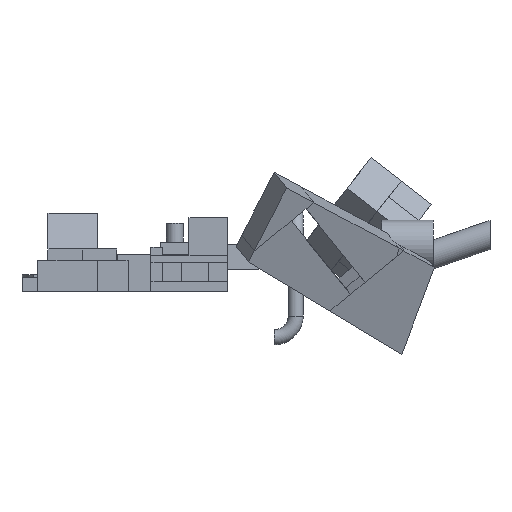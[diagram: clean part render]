
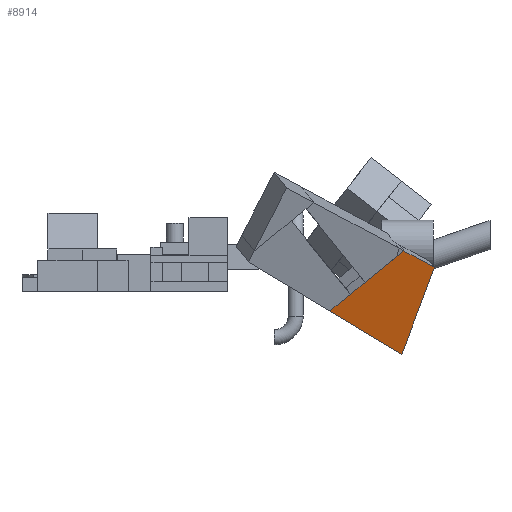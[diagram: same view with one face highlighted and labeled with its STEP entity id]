
A CAD part, left-side view. The second image highlights one B-rep face of the part: STEP entity #8914.
In plain terms, the highlighted planar face has unit normal (-0.883, -0.295, -0.365).
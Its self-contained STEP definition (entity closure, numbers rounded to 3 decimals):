
#8800 = EDGE_CURVE('',#8801,#8803,#8805,.T.);
#8801 = VERTEX_POINT('',#8802);
#8802 = CARTESIAN_POINT('',(-14.798,-42.382,
    -0.722));
#8803 = VERTEX_POINT('',#8804);
#8804 = CARTESIAN_POINT('',(-14.798,-46.267,
    2.424));
#8805 = SURFACE_CURVE('',#8806,(#8810,#8822),.PCURVE_S1.);
#8806 = LINE('',#8807,#8808);
#8807 = CARTESIAN_POINT('',(-14.798,-27.434,
    -12.826));
#8808 = VECTOR('',#8809,1.);
#8809 = DIRECTION('',(0.,-0.777,0.629)
  );
#8810 = PCURVE('',#8811,#8816);
#8811 = PLANE('',#8812);
#8812 = AXIS2_PLACEMENT_3D('',#8813,#8814,#8815);
#8813 = CARTESIAN_POINT('',(-4.971,-36.762,
    1.451));
#8814 = DIRECTION('',(0.469,-0.556,-0.686));
#8815 = DIRECTION('',(0.,-0.777,0.629)
  );
#8816 = DEFINITIONAL_REPRESENTATION('',(#8817),#8821);
#8817 = LINE('',#8818,#8819);
#8818 = CARTESIAN_POINT('',(-16.234,11.13));
#8819 = VECTOR('',#8820,1.);
#8820 = DIRECTION('',(1.,0.));
#8821 = ( GEOMETRIC_REPRESENTATION_CONTEXT(2) 
PARAMETRIC_REPRESENTATION_CONTEXT() REPRESENTATION_CONTEXT('2D SPACE',''
  ) );
#8822 = PCURVE('',#8823,#8828);
#8823 = PLANE('',#8824);
#8824 = AXIS2_PLACEMENT_3D('',#8825,#8826,#8827);
#8825 = CARTESIAN_POINT('',(-13.155,-16.763,
    -25.444));
#8826 = DIRECTION('',(0.883,0.295,0.365));
#8827 = DIRECTION('',(0.,-0.777,0.629)
  );
#8828 = DEFINITIONAL_REPRESENTATION('',(#8829),#8833);
#8829 = LINE('',#8830,#8831);
#8830 = CARTESIAN_POINT('',(16.234,-3.5));
#8831 = VECTOR('',#8832,1.);
#8832 = DIRECTION('',(1.,0.));
#8833 = ( GEOMETRIC_REPRESENTATION_CONTEXT(2) 
PARAMETRIC_REPRESENTATION_CONTEXT() REPRESENTATION_CONTEXT('2D SPACE',''
  ) );
#8851 = PLANE('',#8852);
#8852 = AXIS2_PLACEMENT_3D('',#8853,#8854,#8855);
#8853 = CARTESIAN_POINT('',(-4.971,-36.762,
    1.451));
#8854 = DIRECTION('',(0.469,-0.556,-0.686));
#8855 = DIRECTION('',(0.,-0.777,0.629)
  );
#8903 = PLANE('',#8904);
#8904 = AXIS2_PLACEMENT_3D('',#8905,#8906,#8907);
#8905 = CARTESIAN_POINT('',(-4.971,-36.762,
    1.451));
#8906 = DIRECTION('',(0.469,-0.556,-0.686));
#8907 = DIRECTION('',(0.,-0.777,0.629)
  );
#8914 = ADVANCED_FACE('',(#8915),#8823,.F.);
#8915 = FACE_BOUND('',#8916,.F.);
#8916 = EDGE_LOOP('',(#8917,#8938,#8966,#8994,#9022,#9041));
#8917 = ORIENTED_EDGE('',*,*,#8918,.F.);
#8918 = EDGE_CURVE('',#8919,#8803,#8921,.T.);
#8919 = VERTEX_POINT('',#8920);
#8920 = CARTESIAN_POINT('',(-14.798,-56.387,
    10.619));
#8921 = SURFACE_CURVE('',#8922,(#8926,#8932),.PCURVE_S1.);
#8922 = LINE('',#8923,#8924);
#8923 = CARTESIAN_POINT('',(-14.798,-27.434,
    -12.826));
#8924 = VECTOR('',#8925,1.);
#8925 = DIRECTION('',(0.,0.777,-0.629)
  );
#8926 = PCURVE('',#8823,#8927);
#8927 = DEFINITIONAL_REPRESENTATION('',(#8928),#8931);
#8928 = B_SPLINE_CURVE_WITH_KNOTS('',1,(#8929,#8930),.UNSPECIFIED.,.F.,
  .F.,(2,2),(-39.238,-8.906),.PIECEWISE_BEZIER_KNOTS.);
#8929 = CARTESIAN_POINT('',(55.471,-3.5));
#8930 = CARTESIAN_POINT('',(25.139,-3.5));
#8931 = ( GEOMETRIC_REPRESENTATION_CONTEXT(2) 
PARAMETRIC_REPRESENTATION_CONTEXT() REPRESENTATION_CONTEXT('2D SPACE',''
  ) );
#8932 = PCURVE('',#8903,#8933);
#8933 = DEFINITIONAL_REPRESENTATION('',(#8934),#8937);
#8934 = B_SPLINE_CURVE_WITH_KNOTS('',1,(#8935,#8936),.UNSPECIFIED.,.F.,
  .F.,(2,2),(-39.238,-8.906),.PIECEWISE_BEZIER_KNOTS.);
#8935 = CARTESIAN_POINT('',(23.004,11.13));
#8936 = CARTESIAN_POINT('',(-7.328,11.13));
#8937 = ( GEOMETRIC_REPRESENTATION_CONTEXT(2) 
PARAMETRIC_REPRESENTATION_CONTEXT() REPRESENTATION_CONTEXT('2D SPACE',''
  ) );
#8938 = ORIENTED_EDGE('',*,*,#8939,.T.);
#8939 = EDGE_CURVE('',#8919,#8940,#8942,.T.);
#8940 = VERTEX_POINT('',#8941);
#8941 = CARTESIAN_POINT('',(-10.338,-64.394,
    6.31));
#8942 = SURFACE_CURVE('',#8943,(#8947,#8954),.PCURVE_S1.);
#8943 = LINE('',#8944,#8945);
#8944 = CARTESIAN_POINT('',(-15.502,-55.123,
    11.3));
#8945 = VECTOR('',#8946,1.);
#8946 = DIRECTION('',(0.44,-0.791,-0.425));
#8947 = PCURVE('',#8823,#8948);
#8948 = DEFINITIONAL_REPRESENTATION('',(#8949),#8953);
#8949 = LINE('',#8950,#8951);
#8950 = CARTESIAN_POINT('',(52.935,-5.));
#8951 = VECTOR('',#8952,1.);
#8952 = DIRECTION('',(0.347,0.938));
#8953 = ( GEOMETRIC_REPRESENTATION_CONTEXT(2) 
PARAMETRIC_REPRESENTATION_CONTEXT() REPRESENTATION_CONTEXT('2D SPACE',''
  ) );
#8954 = PCURVE('',#8955,#8960);
#8955 = PLANE('',#8956);
#8956 = AXIS2_PLACEMENT_3D('',#8957,#8958,#8959);
#8957 = CARTESIAN_POINT('',(-12.92,-59.758,
    8.805));
#8958 = DIRECTION('',(-0.163,-0.536,0.828));
#8959 = DIRECTION('',(-0.957,0.29,0.)
  );
#8960 = DEFINITIONAL_REPRESENTATION('',(#8961),#8965);
#8961 = LINE('',#8962,#8963);
#8962 = CARTESIAN_POINT('',(3.817,-4.451));
#8963 = VECTOR('',#8964,1.);
#8964 = DIRECTION('',(-0.651,0.759));
#8965 = ( GEOMETRIC_REPRESENTATION_CONTEXT(2) 
PARAMETRIC_REPRESENTATION_CONTEXT() REPRESENTATION_CONTEXT('2D SPACE',''
  ) );
#8966 = ORIENTED_EDGE('',*,*,#8967,.T.);
#8967 = EDGE_CURVE('',#8940,#8968,#8970,.T.);
#8968 = VERTEX_POINT('',#8969);
#8969 = CARTESIAN_POINT('',(-3.765,-55.853,
    -16.512));
#8970 = SURFACE_CURVE('',#8971,(#8975,#8982),.PCURVE_S1.);
#8971 = LINE('',#8972,#8973);
#8972 = CARTESIAN_POINT('',(-10.338,-64.394,
    6.31));
#8973 = VECTOR('',#8974,1.);
#8974 = DIRECTION('',(0.26,0.338,-0.904));
#8975 = PCURVE('',#8823,#8976);
#8976 = DEFINITIONAL_REPRESENTATION('',(#8977),#8981);
#8977 = LINE('',#8978,#8979);
#8978 = CARTESIAN_POINT('',(57.,6.));
#8979 = VECTOR('',#8980,1.);
#8980 = DIRECTION('',(-0.832,0.555));
#8981 = ( GEOMETRIC_REPRESENTATION_CONTEXT(2) 
PARAMETRIC_REPRESENTATION_CONTEXT() REPRESENTATION_CONTEXT('2D SPACE',''
  ) );
#8982 = PCURVE('',#8983,#8988);
#8983 = PLANE('',#8984);
#8984 = AXIS2_PLACEMENT_3D('',#8985,#8986,#8987);
#8985 = CARTESIAN_POINT('',(-7.052,-60.124,
    -5.101));
#8986 = DIRECTION('',(0.391,-0.893,-0.222));
#8987 = DIRECTION('',(0.,0.241,-0.971
    ));
#8988 = DEFINITIONAL_REPRESENTATION('',(#8989),#8993);
#8989 = LINE('',#8990,#8991);
#8990 = CARTESIAN_POINT('',(-12.104,-3.57));
#8991 = VECTOR('',#8992,1.);
#8992 = DIRECTION('',(0.959,0.283));
#8993 = ( GEOMETRIC_REPRESENTATION_CONTEXT(2) 
PARAMETRIC_REPRESENTATION_CONTEXT() REPRESENTATION_CONTEXT('2D SPACE',''
  ) );
#8994 = ORIENTED_EDGE('',*,*,#8995,.F.);
#8995 = EDGE_CURVE('',#8996,#8968,#8998,.T.);
#8996 = VERTEX_POINT('',#8997);
#8997 = CARTESIAN_POINT('',(-14.798,-36.951,
    -5.119));
#8998 = SURFACE_CURVE('',#8999,(#9003,#9010),.PCURVE_S1.);
#8999 = LINE('',#9000,#9001);
#9000 = CARTESIAN_POINT('',(-7.991,-48.614,
    -12.149));
#9001 = VECTOR('',#9002,1.);
#9002 = DIRECTION('',(0.447,-0.766,-0.462));
#9003 = PCURVE('',#8823,#9004);
#9004 = DEFINITIONAL_REPRESENTATION('',(#9005),#9009);
#9005 = LINE('',#9006,#9007);
#9006 = CARTESIAN_POINT('',(33.12,11.));
#9007 = VECTOR('',#9008,1.);
#9008 = DIRECTION('',(0.305,0.952));
#9009 = ( GEOMETRIC_REPRESENTATION_CONTEXT(2) 
PARAMETRIC_REPRESENTATION_CONTEXT() REPRESENTATION_CONTEXT('2D SPACE',''
  ) );
#9010 = PCURVE('',#9011,#9016);
#9011 = PLANE('',#9012);
#9012 = AXIS2_PLACEMENT_3D('',#9013,#9014,#9015);
#9013 = CARTESIAN_POINT('',(-5.878,-52.234,
    -14.331));
#9014 = DIRECTION('',(0.143,0.571,-0.809));
#9015 = DIRECTION('',(-0.985,0.,
    -0.174));
#9016 = DEFINITIONAL_REPRESENTATION('',(#9017),#9021);
#9017 = LINE('',#9018,#9019);
#9018 = CARTESIAN_POINT('',(1.7,4.408));
#9019 = VECTOR('',#9020,1.);
#9020 = DIRECTION('',(-0.36,-0.933));
#9021 = ( GEOMETRIC_REPRESENTATION_CONTEXT(2) 
PARAMETRIC_REPRESENTATION_CONTEXT() REPRESENTATION_CONTEXT('2D SPACE',''
  ) );
#9022 = ORIENTED_EDGE('',*,*,#9023,.F.);
#9023 = EDGE_CURVE('',#8801,#8996,#9024,.T.);
#9024 = SURFACE_CURVE('',#9025,(#9029,#9035),.PCURVE_S1.);
#9025 = LINE('',#9026,#9027);
#9026 = CARTESIAN_POINT('',(-14.798,-27.434,
    -12.826));
#9027 = VECTOR('',#9028,1.);
#9028 = DIRECTION('',(0.,0.777,-0.629)
  );
#9029 = PCURVE('',#8823,#9030);
#9030 = DEFINITIONAL_REPRESENTATION('',(#9031),#9034);
#9031 = B_SPLINE_CURVE_WITH_KNOTS('',1,(#9032,#9033),.UNSPECIFIED.,.F.,
  .F.,(2,2),(-39.238,-8.906),.PIECEWISE_BEZIER_KNOTS.);
#9032 = CARTESIAN_POINT('',(55.471,-3.5));
#9033 = CARTESIAN_POINT('',(25.139,-3.5));
#9034 = ( GEOMETRIC_REPRESENTATION_CONTEXT(2) 
PARAMETRIC_REPRESENTATION_CONTEXT() REPRESENTATION_CONTEXT('2D SPACE',''
  ) );
#9035 = PCURVE('',#8851,#9036);
#9036 = DEFINITIONAL_REPRESENTATION('',(#9037),#9040);
#9037 = B_SPLINE_CURVE_WITH_KNOTS('',1,(#9038,#9039),.UNSPECIFIED.,.F.,
  .F.,(2,2),(-39.238,-8.906),.PIECEWISE_BEZIER_KNOTS.);
#9038 = CARTESIAN_POINT('',(23.004,11.13));
#9039 = CARTESIAN_POINT('',(-7.328,11.13));
#9040 = ( GEOMETRIC_REPRESENTATION_CONTEXT(2) 
PARAMETRIC_REPRESENTATION_CONTEXT() REPRESENTATION_CONTEXT('2D SPACE',''
  ) );
#9041 = ORIENTED_EDGE('',*,*,#8800,.T.);
